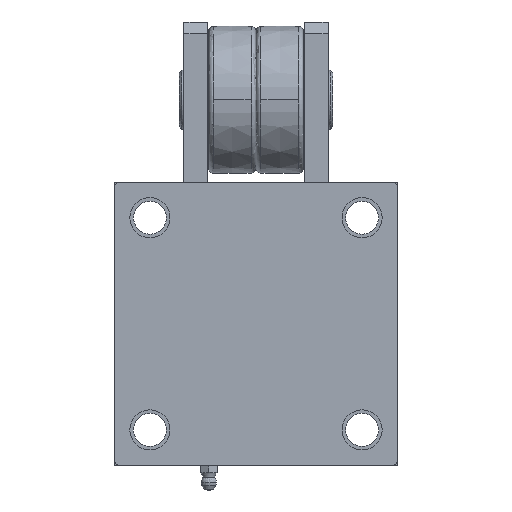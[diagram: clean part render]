
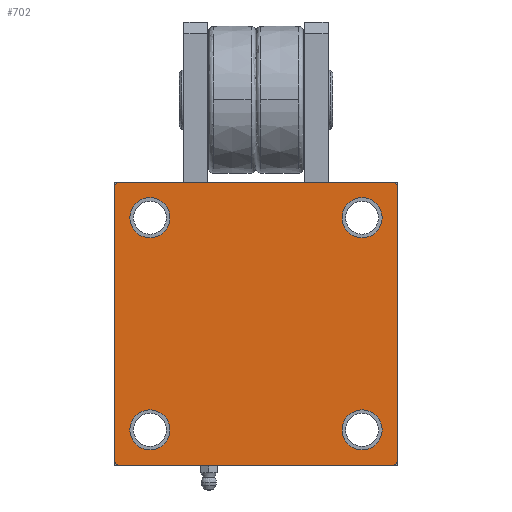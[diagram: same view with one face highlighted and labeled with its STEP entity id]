
A CAD part, left-side view. The second image highlights one B-rep face of the part: STEP entity #702.
In plain terms, the highlighted planar face has unit normal (-1, 0, 0).
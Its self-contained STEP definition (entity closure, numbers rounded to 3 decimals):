
#702=ADVANCED_FACE('',(#1587,#1588,#1589,#1590,#1591),#1592,.T.);
#1587=FACE_OUTER_BOUND('',#2928,.T.);
#1588=FACE_BOUND('',#2929,.T.);
#1589=FACE_BOUND('',#2930,.T.);
#1590=FACE_BOUND('',#2931,.T.);
#1591=FACE_BOUND('',#2932,.T.);
#1592=PLANE('',#2933);
#2928=EDGE_LOOP('',(#4694,#4695,#4696,#4697,#4698,#4699,#4700,#4701));
#2929=EDGE_LOOP('',(#4702,#4703));
#2930=EDGE_LOOP('',(#4704,#4705));
#2931=EDGE_LOOP('',(#4706,#4707));
#2932=EDGE_LOOP('',(#4708,#4709));
#2933=AXIS2_PLACEMENT_3D('',#4710,#4711,#4712);
#4694=ORIENTED_EDGE('',*,*,#6066,.T.);
#4695=ORIENTED_EDGE('',*,*,#6058,.T.);
#4696=ORIENTED_EDGE('',*,*,#6054,.T.);
#4697=ORIENTED_EDGE('',*,*,#6090,.T.);
#4698=ORIENTED_EDGE('',*,*,#6086,.T.);
#4699=ORIENTED_EDGE('',*,*,#6092,.T.);
#4700=ORIENTED_EDGE('',*,*,#6093,.T.);
#4701=ORIENTED_EDGE('',*,*,#6094,.T.);
#4702=ORIENTED_EDGE('',*,*,#5968,.T.);
#4703=ORIENTED_EDGE('',*,*,#5654,.T.);
#4704=ORIENTED_EDGE('',*,*,#5965,.T.);
#4705=ORIENTED_EDGE('',*,*,#5659,.T.);
#4706=ORIENTED_EDGE('',*,*,#5962,.T.);
#4707=ORIENTED_EDGE('',*,*,#5664,.T.);
#4708=ORIENTED_EDGE('',*,*,#5971,.T.);
#4709=ORIENTED_EDGE('',*,*,#5649,.T.);
#4710=CARTESIAN_POINT('',(-0.5,0.,0.));
#4711=DIRECTION('',(-1.0,0.,0.));
#4712=DIRECTION('',(0.,1.0,0.));
#5649=EDGE_CURVE('',#6587,#6584,#6588,.T.);
#5654=EDGE_CURVE('',#6596,#6593,#6597,.T.);
#5659=EDGE_CURVE('',#6605,#6602,#6606,.T.);
#5664=EDGE_CURVE('',#6614,#6611,#6615,.T.);
#5962=EDGE_CURVE('',#6611,#6614,#7053,.T.);
#5965=EDGE_CURVE('',#6602,#6605,#7056,.T.);
#5968=EDGE_CURVE('',#6593,#6596,#7059,.T.);
#5971=EDGE_CURVE('',#6584,#6587,#7062,.T.);
#6054=EDGE_CURVE('',#7146,#7158,#7160,.T.);
#6058=EDGE_CURVE('',#7162,#7146,#7166,.T.);
#6066=EDGE_CURVE('',#7170,#7162,#7178,.T.);
#6086=EDGE_CURVE('',#7204,#7212,#7214,.T.);
#6090=EDGE_CURVE('',#7158,#7204,#7218,.T.);
#6092=EDGE_CURVE('',#7212,#7220,#7221,.T.);
#6093=EDGE_CURVE('',#7220,#7222,#7223,.T.);
#6094=EDGE_CURVE('',#7222,#7170,#7224,.T.);
#6584=VERTEX_POINT('',#8020);
#6587=VERTEX_POINT('',#8024);
#6588=CIRCLE('',#8025,8.5);
#6593=VERTEX_POINT('',#8031);
#6596=VERTEX_POINT('',#8035);
#6597=CIRCLE('',#8036,8.5);
#6602=VERTEX_POINT('',#8042);
#6605=VERTEX_POINT('',#8046);
#6606=CIRCLE('',#8047,8.5);
#6611=VERTEX_POINT('',#8053);
#6614=VERTEX_POINT('',#8057);
#6615=CIRCLE('',#8058,8.5);
#7053=CIRCLE('',#9063,8.5);
#7056=CIRCLE('',#9066,8.5);
#7059=CIRCLE('',#9069,8.5);
#7062=CIRCLE('',#9072,8.5);
#7146=VERTEX_POINT('',#9222);
#7158=VERTEX_POINT('',#9240);
#7160=LINE('',#9243,#9244);
#7162=VERTEX_POINT('',#9246);
#7166=CIRCLE('',#9251,2.0);
#7170=VERTEX_POINT('',#9256);
#7178=LINE('',#9268,#9269);
#7204=VERTEX_POINT('',#9307);
#7212=VERTEX_POINT('',#9319);
#7214=LINE('',#9322,#9323);
#7218=CIRCLE('',#9327,2.0);
#7220=VERTEX_POINT('',#9329);
#7221=CIRCLE('',#9330,2.0);
#7222=VERTEX_POINT('',#9331);
#7223=LINE('',#9332,#9333);
#7224=CIRCLE('',#9334,2.0);
#8020=CARTESIAN_POINT('',(-0.5,53.5,-45.0));
#8024=CARTESIAN_POINT('',(-0.5,36.5,-45.0));
#8025=AXIS2_PLACEMENT_3D('',#10041,#10042,#10043);
#8031=CARTESIAN_POINT('',(-0.5,-36.5,-45.0));
#8035=CARTESIAN_POINT('',(-0.5,-53.5,-45.0));
#8036=AXIS2_PLACEMENT_3D('',#10049,#10050,#10051);
#8042=CARTESIAN_POINT('',(-0.5,53.5,45.0));
#8046=CARTESIAN_POINT('',(-0.5,36.5,45.0));
#8047=AXIS2_PLACEMENT_3D('',#10057,#10058,#10059);
#8053=CARTESIAN_POINT('',(-0.5,-36.5,45.0));
#8057=CARTESIAN_POINT('',(-0.5,-53.5,45.0));
#8058=AXIS2_PLACEMENT_3D('',#10065,#10066,#10067);
#9063=AXIS2_PLACEMENT_3D('',#10537,#10538,#10539);
#9066=AXIS2_PLACEMENT_3D('',#10543,#10544,#10545);
#9069=AXIS2_PLACEMENT_3D('',#10549,#10550,#10551);
#9072=AXIS2_PLACEMENT_3D('',#10555,#10556,#10557);
#9222=CARTESIAN_POINT('',(-0.5,58.0,-60.0));
#9240=CARTESIAN_POINT('',(-0.5,-58.0,-60.0));
#9243=CARTESIAN_POINT('',(-0.5,58.0,-60.0));
#9244=VECTOR('',#10649,116.0);
#9246=CARTESIAN_POINT('',(-0.5,60.0,-58.0));
#9251=AXIS2_PLACEMENT_3D('',#10654,#10655,#10656);
#9256=CARTESIAN_POINT('',(-0.5,60.0,58.0));
#9268=CARTESIAN_POINT('',(-0.5,60.0,58.0));
#9269=VECTOR('',#10662,116.0);
#9307=CARTESIAN_POINT('',(-0.5,-60.0,-58.0));
#9319=CARTESIAN_POINT('',(-0.5,-60.0,58.0));
#9322=CARTESIAN_POINT('',(-0.5,-60.0,-58.0));
#9323=VECTOR('',#10680,116.0);
#9327=AXIS2_PLACEMENT_3D('',#10684,#10685,#10686);
#9329=CARTESIAN_POINT('',(-0.5,-58.0,60.0));
#9330=AXIS2_PLACEMENT_3D('',#10687,#10688,#10689);
#9331=CARTESIAN_POINT('',(-0.5,58.0,60.0));
#9332=CARTESIAN_POINT('',(-0.5,-58.0,60.0));
#9333=VECTOR('',#10690,116.0);
#9334=AXIS2_PLACEMENT_3D('',#10691,#10692,#10693);
#10041=CARTESIAN_POINT('',(-0.5,45.0,-45.0));
#10042=DIRECTION('',(1.0,0.,0.));
#10043=DIRECTION('',(0.,1.0,0.));
#10049=CARTESIAN_POINT('',(-0.5,-45.0,-45.0));
#10050=DIRECTION('',(1.0,0.,0.));
#10051=DIRECTION('',(0.,1.0,0.));
#10057=CARTESIAN_POINT('',(-0.5,45.0,45.0));
#10058=DIRECTION('',(1.0,0.,0.));
#10059=DIRECTION('',(0.,1.0,0.));
#10065=CARTESIAN_POINT('',(-0.5,-45.0,45.0));
#10066=DIRECTION('',(1.0,0.,0.));
#10067=DIRECTION('',(0.,1.0,0.));
#10537=CARTESIAN_POINT('',(-0.5,-45.0,45.0));
#10538=DIRECTION('',(1.0,0.,0.));
#10539=DIRECTION('',(0.,1.0,0.));
#10543=CARTESIAN_POINT('',(-0.5,45.0,45.0));
#10544=DIRECTION('',(1.0,0.,0.));
#10545=DIRECTION('',(0.,1.0,0.));
#10549=CARTESIAN_POINT('',(-0.5,-45.0,-45.0));
#10550=DIRECTION('',(1.0,0.,0.));
#10551=DIRECTION('',(0.,1.0,0.));
#10555=CARTESIAN_POINT('',(-0.5,45.0,-45.0));
#10556=DIRECTION('',(1.0,0.,0.));
#10557=DIRECTION('',(0.,1.0,0.));
#10649=DIRECTION('',(0.,-1.0,0.));
#10654=CARTESIAN_POINT('',(-0.5,58.0,-58.0));
#10655=DIRECTION('',(-1.0,0.,0.));
#10656=DIRECTION('',(0.,-1.0,0.));
#10662=DIRECTION('',(0.,0.0,-1.0));
#10680=DIRECTION('',(0.,0.0,1.0));
#10684=CARTESIAN_POINT('',(-0.5,-58.0,-58.0));
#10685=DIRECTION('',(-1.0,0.,0.));
#10686=DIRECTION('',(0.,-1.0,0.));
#10687=CARTESIAN_POINT('',(-0.5,-58.0,58.0));
#10688=DIRECTION('',(-1.0,0.,0.));
#10689=DIRECTION('',(0.,-1.0,0.));
#10690=DIRECTION('',(0.,1.0,0.));
#10691=CARTESIAN_POINT('',(-0.5,58.0,58.0));
#10692=DIRECTION('',(-1.0,0.,0.));
#10693=DIRECTION('',(0.,-1.0,0.));
